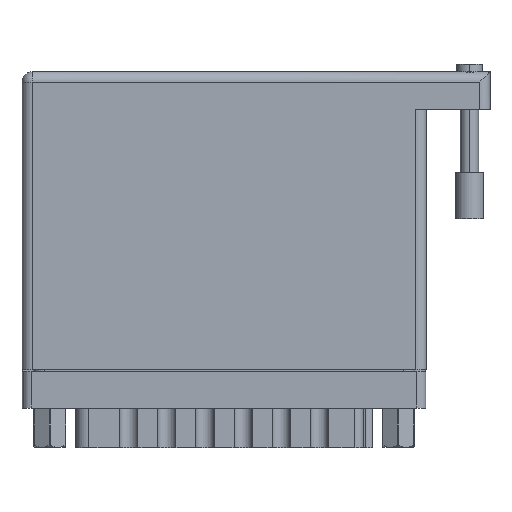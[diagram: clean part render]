
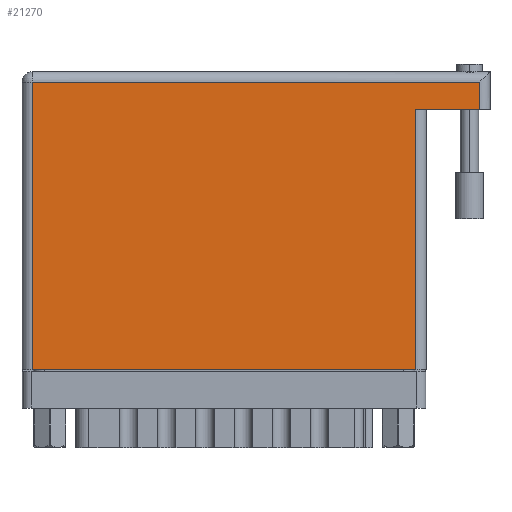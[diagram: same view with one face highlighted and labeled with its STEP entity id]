
A CAD part, front view. The second image highlights one B-rep face of the part: STEP entity #21270.
In plain terms, the highlighted face is planar.
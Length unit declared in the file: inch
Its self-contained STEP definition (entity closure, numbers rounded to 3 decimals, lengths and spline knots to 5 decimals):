
#870 = EDGE_CURVE ( 'NONE', #8923, #95103, #19349, .T. ) ;
#4540 = CARTESIAN_POINT ( 'NONE',  ( 0.07, 1.96, 0. ) ) ;
#6574 = CARTESIAN_POINT ( 'NONE',  ( 0., 1.96, 0. ) ) ;
#7587 = CARTESIAN_POINT ( 'NONE',  ( 3.12, 1.774, 0. ) ) ;
#8923 = VERTEX_POINT ( 'NONE', #7587 ) ;
#12221 = EDGE_CURVE ( 'NONE', #42470, #95103, #84406, .T. ) ;
#12275 = CARTESIAN_POINT ( 'NONE',  ( 0., 2.03, 0. ) ) ;
#13370 = CARTESIAN_POINT ( 'NONE',  ( 0.07, 0., 0. ) ) ;
#13552 = DIRECTION ( 'NONE',  ( 0., 1., 0. ) ) ;
#19349 = LINE ( 'NONE', #25570, #57732 ) ;
#19805 = AXIS2_PLACEMENT_3D ( 'NONE', #12275, #44389, #89003 ) ;
#21206 = VERTEX_POINT ( 'NONE', #4540 ) ;
#21270 = ADVANCED_FACE ( 'NONE', ( #81155 ), #36697, .F. ) ;
#22071 = ORIENTED_EDGE ( 'NONE', *, *, #54894, .T. ) ;
#23988 = ORIENTED_EDGE ( 'NONE', *, *, #12221, .T. ) ;
#25479 = LINE ( 'NONE', #13370, #68682 ) ;
#25570 = CARTESIAN_POINT ( 'NONE',  ( 3.19, 1.774, 0. ) ) ;
#29312 = DIRECTION ( 'NONE',  ( -1., 0., 0. ) ) ;
#29693 = EDGE_CURVE ( 'NONE', #21206, #98476, #25479, .T. ) ;
#30866 = VECTOR ( 'NONE', #13552, 39.37008 ) ;
#33533 = CARTESIAN_POINT ( 'NONE',  ( 3.12, 1.96, 0. ) ) ;
#36697 = PLANE ( 'NONE',  #19805 ) ;
#42470 = VERTEX_POINT ( 'NONE', #69569 ) ;
#42756 = CARTESIAN_POINT ( 'NONE',  ( 0., 0., 0. ) ) ;
#43196 = DIRECTION ( 'NONE',  ( 0., -1., 0. ) ) ;
#44389 = DIRECTION ( 'NONE',  ( 0., 0., -1. ) ) ;
#45387 = ORIENTED_EDGE ( 'NONE', *, *, #49361, .T. ) ;
#49361 = EDGE_CURVE ( 'NONE', #98476, #42470, #95809, .T. ) ;
#52006 = EDGE_LOOP ( 'NONE', ( #45387, #23988, #84761, #62580, #22071, #72567 ) ) ;
#54894 = EDGE_CURVE ( 'NONE', #73517, #21206, #75666, .T. ) ;
#57732 = VECTOR ( 'NONE', #79216, 39.37008 ) ;
#58601 = VECTOR ( 'NONE', #96343, 39.37008 ) ;
#62323 = EDGE_CURVE ( 'NONE', #8923, #73517, #71679, .T. ) ;
#62483 = VECTOR ( 'NONE', #29312, 39.37008 ) ;
#62580 = ORIENTED_EDGE ( 'NONE', *, *, #62323, .T. ) ;
#67135 = DIRECTION ( 'NONE',  ( 0., 1., 0. ) ) ;
#68682 = VECTOR ( 'NONE', #43196, 39.37008 ) ;
#69569 = CARTESIAN_POINT ( 'NONE',  ( 2.685, 0., 0. ) ) ;
#71679 = LINE ( 'NONE', #74150, #30866 ) ;
#72567 = ORIENTED_EDGE ( 'NONE', *, *, #29693, .T. ) ;
#73517 = VERTEX_POINT ( 'NONE', #33533 ) ;
#74150 = CARTESIAN_POINT ( 'NONE',  ( 3.12, 2.03, 0. ) ) ;
#75666 = LINE ( 'NONE', #6574, #62483 ) ;
#76883 = CARTESIAN_POINT ( 'NONE',  ( 0.07, 0., 0. ) ) ;
#79216 = DIRECTION ( 'NONE',  ( -1., 0., 0. ) ) ;
#81155 = FACE_OUTER_BOUND ( 'NONE', #52006, .T. ) ;
#84406 = LINE ( 'NONE', #91234, #95139 ) ;
#84761 = ORIENTED_EDGE ( 'NONE', *, *, #870, .F. ) ;
#89003 = DIRECTION ( 'NONE',  ( -1., 0., 0. ) ) ;
#90088 = CARTESIAN_POINT ( 'NONE',  ( 2.685, 1.774, 0. ) ) ;
#91234 = CARTESIAN_POINT ( 'NONE',  ( 2.685, 1.774, 0. ) ) ;
#95103 = VERTEX_POINT ( 'NONE', #90088 ) ;
#95139 = VECTOR ( 'NONE', #67135, 39.37008 ) ;
#95809 = LINE ( 'NONE', #42756, #58601 ) ;
#96343 = DIRECTION ( 'NONE',  ( 1., 0., 0. ) ) ;
#98476 = VERTEX_POINT ( 'NONE', #76883 ) ;
